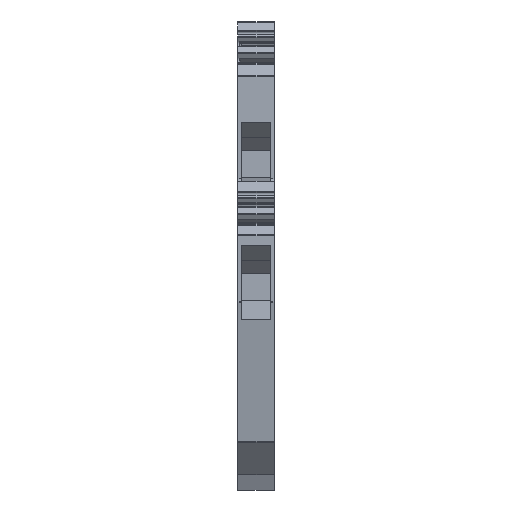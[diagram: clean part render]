
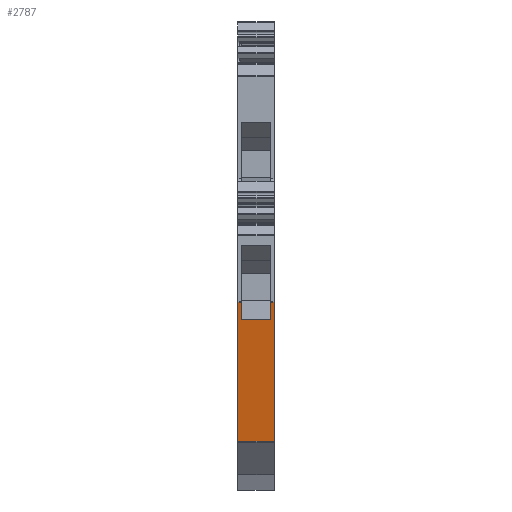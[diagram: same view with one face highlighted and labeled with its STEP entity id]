
A CAD part, front view. The second image highlights one B-rep face of the part: STEP entity #2787.
In plain terms, the highlighted planar face has unit normal (0, -0.985, -0.174).
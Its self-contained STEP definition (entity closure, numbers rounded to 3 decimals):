
#2728=AXIS2_PLACEMENT_3D('Plane Axis2P3D',#2725,#2726,#2727) ;
#2698=CARTESIAN_POINT('Line Origine',(2.55,0.005,26.469)) ;
#2702=CARTESIAN_POINT('Vertex',(4.6,0.005,26.469)) ;
#2704=CARTESIAN_POINT('Vertex',(5.1,0.005,26.469)) ;
#2725=CARTESIAN_POINT('Axis2P3D Location',(0.,0.005,26.469)) ;
#2730=CARTESIAN_POINT('Line Origine',(0.25,0.005,26.469)) ;
#2734=CARTESIAN_POINT('Vertex',(0.,0.005,26.469)) ;
#2736=CARTESIAN_POINT('Vertex',(0.5,0.005,26.469)) ;
#2739=CARTESIAN_POINT('Line Origine',(0.,1.733,16.678)) ;
#2743=CARTESIAN_POINT('Vertex',(0.,3.461,6.888)) ;
#2746=CARTESIAN_POINT('Line Origine',(2.55,3.461,6.888)) ;
#2750=CARTESIAN_POINT('Vertex',(5.1,3.461,6.888)) ;
#2753=CARTESIAN_POINT('Line Origine',(5.1,1.733,16.678)) ;
#2758=CARTESIAN_POINT('Line Origine',(4.6,0.217,25.264)) ;
#2762=CARTESIAN_POINT('Vertex',(4.6,0.43,24.06)) ;
#2765=CARTESIAN_POINT('Line Origine',(2.55,0.43,24.06)) ;
#2769=CARTESIAN_POINT('Vertex',(0.5,0.43,24.06)) ;
#2772=CARTESIAN_POINT('Line Origine',(0.5,0.217,25.264)) ;
#2699=DIRECTION('Vector Direction',(1.,0.,0.)) ;
#2726=DIRECTION('Axis2P3D Direction',(0.,-0.985,-0.174)) ;
#2727=DIRECTION('Axis2P3D XDirection',(0.,0.174,-0.985)) ;
#2731=DIRECTION('Vector Direction',(1.,0.,0.)) ;
#2740=DIRECTION('Vector Direction',(0.,0.174,-0.985)) ;
#2747=DIRECTION('Vector Direction',(1.,0.,0.)) ;
#2754=DIRECTION('Vector Direction',(0.,0.174,-0.985)) ;
#2759=DIRECTION('Vector Direction',(0.,-0.174,0.985)) ;
#2766=DIRECTION('Vector Direction',(1.,0.,0.)) ;
#2773=DIRECTION('Vector Direction',(0.,-0.174,0.985)) ;
#2700=VECTOR('Line Direction',#2699,1.) ;
#2732=VECTOR('Line Direction',#2731,1.) ;
#2741=VECTOR('Line Direction',#2740,1.) ;
#2748=VECTOR('Line Direction',#2747,1.) ;
#2755=VECTOR('Line Direction',#2754,1.) ;
#2760=VECTOR('Line Direction',#2759,1.) ;
#2767=VECTOR('Line Direction',#2766,1.) ;
#2774=VECTOR('Line Direction',#2773,1.) ;
#2778=ORIENTED_EDGE('',*,*,#2738,.F.) ;
#2779=ORIENTED_EDGE('',*,*,#2745,.T.) ;
#2780=ORIENTED_EDGE('',*,*,#2752,.T.) ;
#2781=ORIENTED_EDGE('',*,*,#2757,.F.) ;
#2782=ORIENTED_EDGE('',*,*,#2706,.F.) ;
#2783=ORIENTED_EDGE('',*,*,#2764,.F.) ;
#2784=ORIENTED_EDGE('',*,*,#2771,.F.) ;
#2785=ORIENTED_EDGE('',*,*,#2776,.T.) ;
#2787=ADVANCED_FACE('KLTR',(#2786),#2729,.T.) ;
#2706=EDGE_CURVE('',#2703,#2705,#2701,.T.) ;
#2738=EDGE_CURVE('',#2735,#2737,#2733,.T.) ;
#2745=EDGE_CURVE('',#2735,#2744,#2742,.T.) ;
#2752=EDGE_CURVE('',#2744,#2751,#2749,.T.) ;
#2757=EDGE_CURVE('',#2705,#2751,#2756,.T.) ;
#2764=EDGE_CURVE('',#2763,#2703,#2761,.T.) ;
#2771=EDGE_CURVE('',#2770,#2763,#2768,.T.) ;
#2776=EDGE_CURVE('',#2770,#2737,#2775,.T.) ;
#2777=EDGE_LOOP('',(#2778,#2779,#2780,#2781,#2782,#2783,#2784,#2785)) ;
#2786=FACE_OUTER_BOUND('',#2777,.T.) ;
#2701=LINE('Line',#2698,#2700) ;
#2733=LINE('Line',#2730,#2732) ;
#2742=LINE('Line',#2739,#2741) ;
#2749=LINE('Line',#2746,#2748) ;
#2756=LINE('Line',#2753,#2755) ;
#2761=LINE('Line',#2758,#2760) ;
#2768=LINE('Line',#2765,#2767) ;
#2775=LINE('Line',#2772,#2774) ;
#2729=PLANE('',#2728) ;
#2703=VERTEX_POINT('',#2702) ;
#2705=VERTEX_POINT('',#2704) ;
#2735=VERTEX_POINT('',#2734) ;
#2737=VERTEX_POINT('',#2736) ;
#2744=VERTEX_POINT('',#2743) ;
#2751=VERTEX_POINT('',#2750) ;
#2763=VERTEX_POINT('',#2762) ;
#2770=VERTEX_POINT('',#2769) ;
